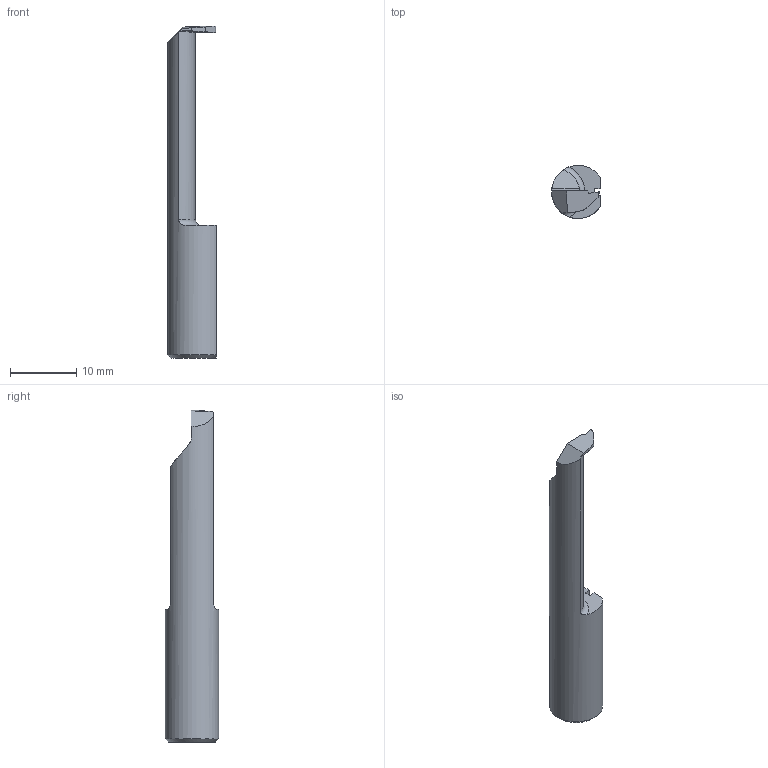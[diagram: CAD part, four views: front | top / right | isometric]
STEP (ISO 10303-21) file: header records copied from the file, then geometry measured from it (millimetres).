
FILE_DESCRIPTION (( 'STEP AP203' ), '1' );
FILE_NAME ('R008M0100-30.step', '2024-02-01T10:05:05', ( '' ), ( '' ), 'SwSTEP 2.0', 'SolidWorks 2022', '' );
FILE_SCHEMA (( 'CONFIG_CONTROL_DESIGN' ));
Length unit declared in the file: millimetre
Products named in the file (1): R008M0100-30
Bounding box: 7.35 x 8 x 50 mm (x, y, z)
Volume: 1480.2 mm3; surface area: 1090.7 mm2
Topology: 1 solids, 1 shells, 29 faces, 81 edges, 54 vertices
Faces by surface type: plane 17, cylinder 9, cone 1, torus 1, bspline 1
Entity records: 1066 total; most frequent: CARTESIAN_POINT 293, ORIENTED_EDGE 162, DIRECTION 126, EDGE_CURVE 81, VERTEX_POINT 54, LINE 48, VECTOR 48, AXIS2_PLACEMENT_3D 39
